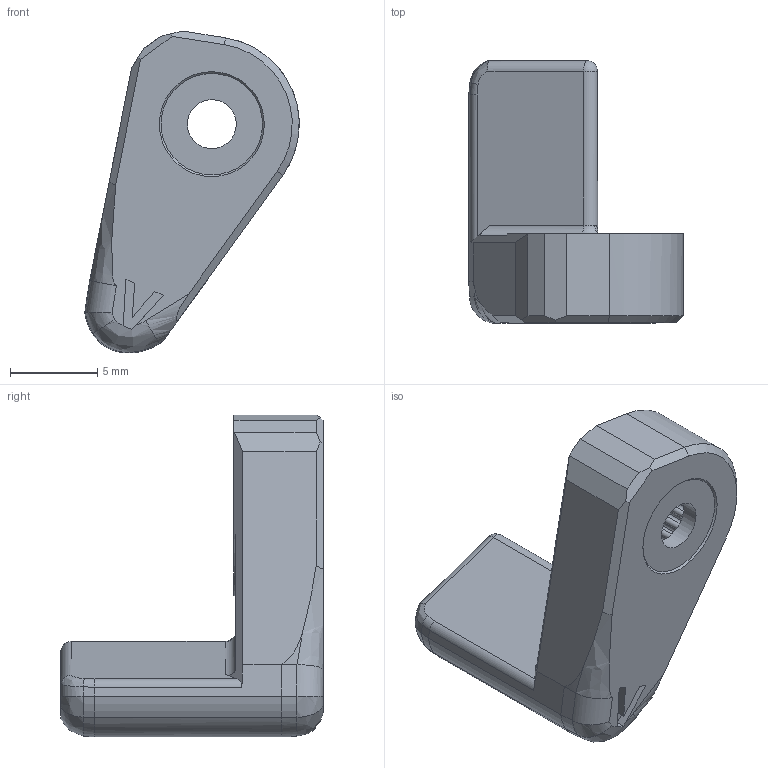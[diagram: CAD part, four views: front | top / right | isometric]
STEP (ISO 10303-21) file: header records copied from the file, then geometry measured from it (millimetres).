
FILE_DESCRIPTION(/* description */ (''),/* implementation_level */ '2;1');
FILE_NAME(/* name */ 'servo_arm_6mm_25T.step',/* time_stamp */ '2024-09-13T20:09:38-04:00',/* author */ (''),/* organization */ (''),/* preprocessor_version */ 'ST-DEVELOPER v20',/* originating_system */ 'Autodesk Translation Framework v13.14.0.145',/* authorisation */ '');
FILE_SCHEMA (('AUTOMOTIVE_DESIGN { 1 0 10303 214 3 1 1 }'));
Length unit declared in the file: millimetre
Products named in the file (1): servo_arm_6mm_25T
Bounding box: 12.26 x 15 x 18.41 mm (x, y, z)
Volume: 818.7 mm3; surface area: 805.9 mm2
Topology: 1 solids, 1 shells, 139 faces, 384 edges, 248 vertices
Faces by surface type: cylinder 82, plane 33, bspline 20, cone 2, torus 1, sphere 1
Full cylindrical faces by diameter (mm): 2.8 x1
Entity records: 5088 total; most frequent: CARTESIAN_POINT 1482, ORIENTED_EDGE 766, DIRECTION 761, EDGE_CURVE 383, AXIS2_PLACEMENT_3D 296, VERTEX_POINT 248, LINE 169, VECTOR 169
